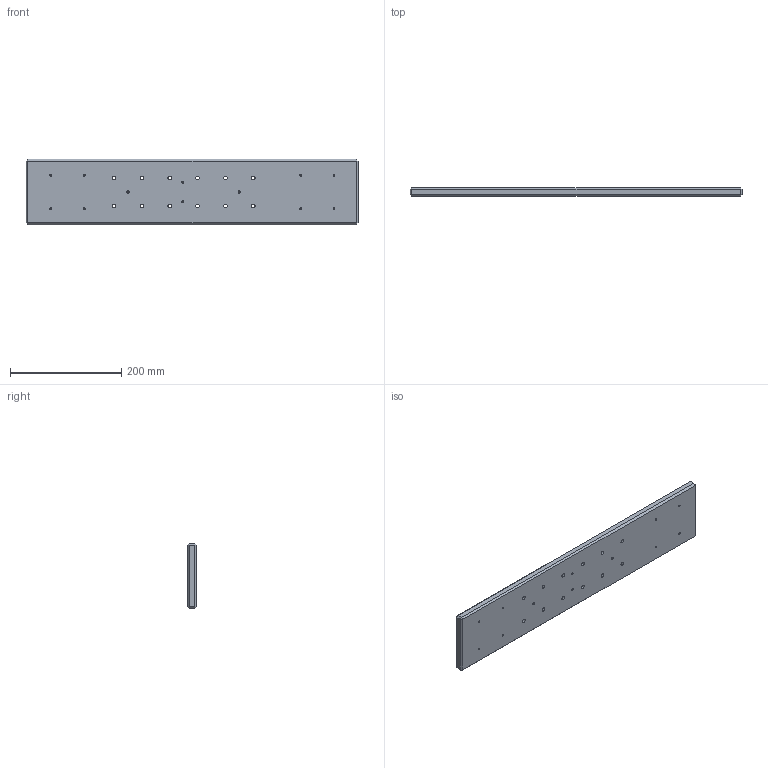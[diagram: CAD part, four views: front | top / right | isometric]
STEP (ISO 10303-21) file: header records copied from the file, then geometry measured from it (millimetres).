
FILE_DESCRIPTION (( 'STEP AP214' ), '1' );
FILE_NAME ('CMPT48.STEP', '2009-09-22T08:32:13', ( 'Opto Engineering srl' ), ( 'Opto Engineering srl' ), 'SwSTEP 2.0', 'SolidWorks 2004231', '' );
FILE_SCHEMA (( 'AUTOMOTIVE_DESIGN' ));
Length unit declared in the file: millimetre
Products named in the file (2): CMPT48; TeleplatesXX48
Assembly tree (1 placements, depth 2):
  CMPT48
    TeleplatesXX48
Bounding box: 596 x 15 x 117 mm (x, y, z)
Volume: 1024573.6 mm3; surface area: 160959.7 mm2
Topology: 1 solids, 1 shells, 92 faces, 228 edges, 144 vertices
Faces by surface type: cylinder 60, plane 32
Entity records: 3131 total; most frequent: DIRECTION 540, CARTESIAN_POINT 468, ORIENTED_EDGE 456, EDGE_CURVE 228, AXIS2_PLACEMENT_3D 216, EDGE_LOOP 146, VERTEX_POINT 144, CIRCLE 120
